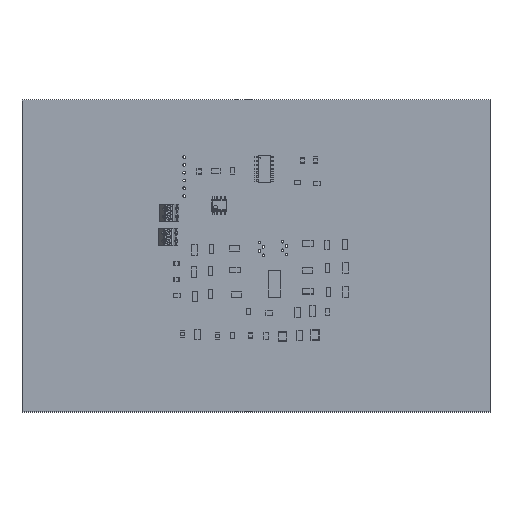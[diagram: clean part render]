
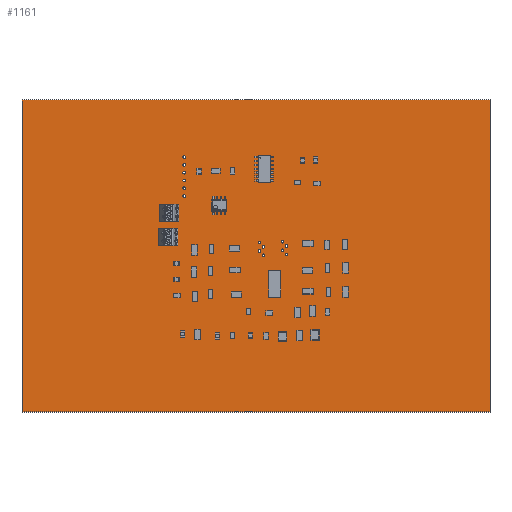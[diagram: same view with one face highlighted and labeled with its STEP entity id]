
A CAD part, top view. The second image highlights one B-rep face of the part: STEP entity #1161.
In plain terms, the highlighted planar face has unit normal (0, 0, 1).
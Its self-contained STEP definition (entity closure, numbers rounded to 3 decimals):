
#240 = VERTEX_POINT('',#241);
#241 = CARTESIAN_POINT('',(177.8,25.4,0.411));
#247 = EDGE_CURVE('',#240,#248,#250,.T.);
#248 = VERTEX_POINT('',#249);
#249 = CARTESIAN_POINT('',(25.4,25.4,0.411));
#250 = LINE('',#251,#252);
#251 = CARTESIAN_POINT('',(177.8,25.4,0.411));
#252 = VECTOR('',#253,1.);
#253 = DIRECTION('',(-1.,0.,0.));
#278 = EDGE_CURVE('',#248,#279,#281,.T.);
#279 = VERTEX_POINT('',#280);
#280 = CARTESIAN_POINT('',(25.4,127.,0.411));
#281 = LINE('',#282,#283);
#282 = CARTESIAN_POINT('',(25.4,25.4,0.411));
#283 = VECTOR('',#284,1.);
#284 = DIRECTION('',(0.,1.,0.));
#309 = EDGE_CURVE('',#279,#310,#312,.T.);
#310 = VERTEX_POINT('',#311);
#311 = CARTESIAN_POINT('',(177.8,127.,0.411));
#312 = LINE('',#313,#314);
#313 = CARTESIAN_POINT('',(25.4,127.,0.411));
#314 = VECTOR('',#315,1.);
#315 = DIRECTION('',(1.,0.,0.));
#340 = EDGE_CURVE('',#310,#240,#341,.T.);
#341 = LINE('',#342,#343);
#342 = CARTESIAN_POINT('',(177.8,127.,0.411));
#343 = VECTOR('',#344,1.);
#344 = DIRECTION('',(0.,-1.,0.));
#364 = VERTEX_POINT('',#365);
#365 = CARTESIAN_POINT('',(73.575,81.106,0.411));
#371 = EDGE_CURVE('',#364,#364,#372,.T.);
#372 = CIRCLE('',#373,0.55);
#373 = AXIS2_PLACEMENT_3D('',#374,#375,#376);
#374 = CARTESIAN_POINT('',(73.025,81.106,0.411));
#375 = DIRECTION('',(0.,0.,1.));
#376 = DIRECTION('',(1.,0.,0.));
#397 = VERTEX_POINT('',#398);
#398 = CARTESIAN_POINT('',(73.575,83.646,0.411));
#404 = EDGE_CURVE('',#397,#397,#405,.T.);
#405 = CIRCLE('',#406,0.55);
#406 = AXIS2_PLACEMENT_3D('',#407,#408,#409);
#407 = CARTESIAN_POINT('',(73.025,83.646,0.411));
#408 = DIRECTION('',(0.,0.,1.));
#409 = DIRECTION('',(1.,0.,0.));
#430 = VERTEX_POINT('',#431);
#431 = CARTESIAN_POINT('',(76.115,81.106,0.411));
#437 = EDGE_CURVE('',#430,#430,#438,.T.);
#438 = CIRCLE('',#439,0.55);
#439 = AXIS2_PLACEMENT_3D('',#440,#441,#442);
#440 = CARTESIAN_POINT('',(75.565,81.106,0.411));
#441 = DIRECTION('',(0.,0.,1.));
#442 = DIRECTION('',(1.,0.,0.));
#463 = VERTEX_POINT('',#464);
#464 = CARTESIAN_POINT('',(73.829,88.98,0.411));
#470 = EDGE_CURVE('',#463,#463,#471,.T.);
#471 = CIRCLE('',#472,0.55);
#472 = AXIS2_PLACEMENT_3D('',#473,#474,#475);
#473 = CARTESIAN_POINT('',(73.279,88.98,0.411));
#474 = DIRECTION('',(0.,0.,1.));
#475 = DIRECTION('',(1.,0.,0.));
#496 = VERTEX_POINT('',#497);
#497 = CARTESIAN_POINT('',(76.115,83.646,0.411));
#503 = EDGE_CURVE('',#496,#496,#504,.T.);
#504 = CIRCLE('',#505,0.55);
#505 = AXIS2_PLACEMENT_3D('',#506,#507,#508);
#506 = CARTESIAN_POINT('',(75.565,83.646,0.411));
#507 = DIRECTION('',(0.,0.,1.));
#508 = DIRECTION('',(1.,0.,0.));
#529 = VERTEX_POINT('',#530);
#530 = CARTESIAN_POINT('',(76.369,88.98,0.411));
#536 = EDGE_CURVE('',#529,#529,#537,.T.);
#537 = CIRCLE('',#538,0.55);
#538 = AXIS2_PLACEMENT_3D('',#539,#540,#541);
#539 = CARTESIAN_POINT('',(75.819,88.98,0.411));
#540 = DIRECTION('',(0.,0.,1.));
#541 = DIRECTION('',(1.,0.,0.));
#562 = VERTEX_POINT('',#563);
#563 = CARTESIAN_POINT('',(73.829,91.52,0.411));
#569 = EDGE_CURVE('',#562,#562,#570,.T.);
#570 = CIRCLE('',#571,0.55);
#571 = AXIS2_PLACEMENT_3D('',#572,#573,#574);
#572 = CARTESIAN_POINT('',(73.279,91.52,0.411));
#573 = DIRECTION('',(0.,0.,1.));
#574 = DIRECTION('',(1.,0.,0.));
#595 = VERTEX_POINT('',#596);
#596 = CARTESIAN_POINT('',(76.369,91.52,0.411));
#602 = EDGE_CURVE('',#595,#595,#603,.T.);
#603 = CIRCLE('',#604,0.55);
#604 = AXIS2_PLACEMENT_3D('',#605,#606,#607);
#605 = CARTESIAN_POINT('',(75.819,91.52,0.411));
#606 = DIRECTION('',(0.,0.,1.));
#607 = DIRECTION('',(1.,0.,0.));
#628 = VERTEX_POINT('',#629);
#629 = CARTESIAN_POINT('',(78.682,95.711,0.411));
#635 = EDGE_CURVE('',#628,#628,#636,.T.);
#636 = CIRCLE('',#637,0.45);
#637 = AXIS2_PLACEMENT_3D('',#638,#639,#640);
#638 = CARTESIAN_POINT('',(78.232,95.711,0.411));
#639 = DIRECTION('',(0.,0.,1.));
#640 = DIRECTION('',(1.,0.,0.));
#661 = VERTEX_POINT('',#662);
#662 = CARTESIAN_POINT('',(78.682,100.791,0.411));
#668 = EDGE_CURVE('',#661,#661,#669,.T.);
#669 = CIRCLE('',#670,0.45);
#670 = AXIS2_PLACEMENT_3D('',#671,#672,#673);
#671 = CARTESIAN_POINT('',(78.232,100.791,0.411));
#672 = DIRECTION('',(0.,0.,1.));
#673 = DIRECTION('',(1.,0.,0.));
#694 = VERTEX_POINT('',#695);
#695 = CARTESIAN_POINT('',(78.682,98.251,0.411));
#701 = EDGE_CURVE('',#694,#694,#702,.T.);
#702 = CIRCLE('',#703,0.45);
#703 = AXIS2_PLACEMENT_3D('',#704,#705,#706);
#704 = CARTESIAN_POINT('',(78.232,98.251,0.411));
#705 = DIRECTION('',(0.,0.,1.));
#706 = DIRECTION('',(1.,0.,0.));
#727 = VERTEX_POINT('',#728);
#728 = CARTESIAN_POINT('',(104.458,76.407,0.411));
#734 = EDGE_CURVE('',#727,#727,#735,.T.);
#735 = CIRCLE('',#736,0.445);
#736 = AXIS2_PLACEMENT_3D('',#737,#738,#739);
#737 = CARTESIAN_POINT('',(104.013,76.407,0.411));
#738 = DIRECTION('',(0.,0.,1.));
#739 = DIRECTION('',(1.,0.,0.));
#760 = VERTEX_POINT('',#761);
#761 = CARTESIAN_POINT('',(103.188,77.804,0.411));
#767 = EDGE_CURVE('',#760,#760,#768,.T.);
#768 = CIRCLE('',#769,0.445);
#769 = AXIS2_PLACEMENT_3D('',#770,#771,#772);
#770 = CARTESIAN_POINT('',(102.743,77.804,0.411));
#771 = DIRECTION('',(0.,0.,1.));
#772 = DIRECTION('',(1.,0.,0.));
#793 = VERTEX_POINT('',#794);
#794 = CARTESIAN_POINT('',(111.951,76.661,0.411));
#800 = EDGE_CURVE('',#793,#793,#801,.T.);
#801 = CIRCLE('',#802,0.445);
#802 = AXIS2_PLACEMENT_3D('',#803,#804,#805);
#803 = CARTESIAN_POINT('',(111.506,76.661,0.411));
#804 = DIRECTION('',(0.,0.,1.));
#805 = DIRECTION('',(1.,0.,0.));
#826 = VERTEX_POINT('',#827);
#827 = CARTESIAN_POINT('',(104.458,79.201,0.411));
#833 = EDGE_CURVE('',#826,#826,#834,.T.);
#834 = CIRCLE('',#835,0.445);
#835 = AXIS2_PLACEMENT_3D('',#836,#837,#838);
#836 = CARTESIAN_POINT('',(104.013,79.201,0.411));
#837 = DIRECTION('',(0.,0.,1.));
#838 = DIRECTION('',(1.,0.,0.));
#859 = VERTEX_POINT('',#860);
#860 = CARTESIAN_POINT('',(110.681,78.058,0.411));
#866 = EDGE_CURVE('',#859,#859,#867,.T.);
#867 = CIRCLE('',#868,0.445);
#868 = AXIS2_PLACEMENT_3D('',#869,#870,#871);
#869 = CARTESIAN_POINT('',(110.236,78.058,0.411));
#870 = DIRECTION('',(0.,0.,1.));
#871 = DIRECTION('',(1.,0.,0.));
#892 = VERTEX_POINT('',#893);
#893 = CARTESIAN_POINT('',(78.682,103.331,0.411));
#899 = EDGE_CURVE('',#892,#892,#900,.T.);
#900 = CIRCLE('',#901,0.45);
#901 = AXIS2_PLACEMENT_3D('',#902,#903,#904);
#902 = CARTESIAN_POINT('',(78.232,103.331,0.411));
#903 = DIRECTION('',(0.,0.,1.));
#904 = DIRECTION('',(1.,0.,0.));
#925 = VERTEX_POINT('',#926);
#926 = CARTESIAN_POINT('',(78.682,108.411,0.411));
#932 = EDGE_CURVE('',#925,#925,#933,.T.);
#933 = CIRCLE('',#934,0.45);
#934 = AXIS2_PLACEMENT_3D('',#935,#936,#937);
#935 = CARTESIAN_POINT('',(78.232,108.411,0.411));
#936 = DIRECTION('',(0.,0.,1.));
#937 = DIRECTION('',(1.,0.,0.));
#958 = VERTEX_POINT('',#959);
#959 = CARTESIAN_POINT('',(78.682,105.871,0.411));
#965 = EDGE_CURVE('',#958,#958,#966,.T.);
#966 = CIRCLE('',#967,0.45);
#967 = AXIS2_PLACEMENT_3D('',#968,#969,#970);
#968 = CARTESIAN_POINT('',(78.232,105.871,0.411));
#969 = DIRECTION('',(0.,0.,1.));
#970 = DIRECTION('',(1.,0.,0.));
#991 = VERTEX_POINT('',#992);
#992 = CARTESIAN_POINT('',(111.951,79.455,0.411));
#998 = EDGE_CURVE('',#991,#991,#999,.T.);
#999 = CIRCLE('',#1000,0.445);
#1000 = AXIS2_PLACEMENT_3D('',#1001,#1002,#1003);
#1001 = CARTESIAN_POINT('',(111.506,79.455,0.411));
#1002 = DIRECTION('',(0.,0.,1.));
#1003 = DIRECTION('',(1.,0.,0.));
#1024 = VERTEX_POINT('',#1025);
#1025 = CARTESIAN_POINT('',(103.188,80.598,0.411));
#1031 = EDGE_CURVE('',#1024,#1024,#1032,.T.);
#1032 = CIRCLE('',#1033,0.445);
#1033 = AXIS2_PLACEMENT_3D('',#1034,#1035,#1036);
#1034 = CARTESIAN_POINT('',(102.743,80.598,0.411));
#1035 = DIRECTION('',(0.,0.,1.));
#1036 = DIRECTION('',(1.,0.,0.));
#1057 = VERTEX_POINT('',#1058);
#1058 = CARTESIAN_POINT('',(110.681,80.852,0.411));
#1064 = EDGE_CURVE('',#1057,#1057,#1065,.T.);
#1065 = CIRCLE('',#1066,0.445);
#1066 = AXIS2_PLACEMENT_3D('',#1067,#1068,#1069);
#1067 = CARTESIAN_POINT('',(110.236,80.852,0.411));
#1068 = DIRECTION('',(0.,0.,1.));
#1069 = DIRECTION('',(1.,0.,0.));
#1161 = ADVANCED_FACE('',(#1162,#1168,#1171,#1174,#1177,#1180,#1183,
    #1186,#1189,#1192,#1195,#1198,#1201,#1204,#1207,#1210,#1213,#1216,
    #1219,#1222,#1225,#1228,#1231),#1234,.T.);
#1162 = FACE_BOUND('',#1163,.F.);
#1163 = EDGE_LOOP('',(#1164,#1165,#1166,#1167));
#1164 = ORIENTED_EDGE('',*,*,#247,.T.);
#1165 = ORIENTED_EDGE('',*,*,#278,.T.);
#1166 = ORIENTED_EDGE('',*,*,#309,.T.);
#1167 = ORIENTED_EDGE('',*,*,#340,.T.);
#1168 = FACE_BOUND('',#1169,.T.);
#1169 = EDGE_LOOP('',(#1170));
#1170 = ORIENTED_EDGE('',*,*,#371,.F.);
#1171 = FACE_BOUND('',#1172,.T.);
#1172 = EDGE_LOOP('',(#1173));
#1173 = ORIENTED_EDGE('',*,*,#404,.F.);
#1174 = FACE_BOUND('',#1175,.T.);
#1175 = EDGE_LOOP('',(#1176));
#1176 = ORIENTED_EDGE('',*,*,#437,.F.);
#1177 = FACE_BOUND('',#1178,.T.);
#1178 = EDGE_LOOP('',(#1179));
#1179 = ORIENTED_EDGE('',*,*,#470,.F.);
#1180 = FACE_BOUND('',#1181,.T.);
#1181 = EDGE_LOOP('',(#1182));
#1182 = ORIENTED_EDGE('',*,*,#503,.F.);
#1183 = FACE_BOUND('',#1184,.T.);
#1184 = EDGE_LOOP('',(#1185));
#1185 = ORIENTED_EDGE('',*,*,#536,.F.);
#1186 = FACE_BOUND('',#1187,.T.);
#1187 = EDGE_LOOP('',(#1188));
#1188 = ORIENTED_EDGE('',*,*,#569,.F.);
#1189 = FACE_BOUND('',#1190,.T.);
#1190 = EDGE_LOOP('',(#1191));
#1191 = ORIENTED_EDGE('',*,*,#602,.F.);
#1192 = FACE_BOUND('',#1193,.T.);
#1193 = EDGE_LOOP('',(#1194));
#1194 = ORIENTED_EDGE('',*,*,#635,.F.);
#1195 = FACE_BOUND('',#1196,.T.);
#1196 = EDGE_LOOP('',(#1197));
#1197 = ORIENTED_EDGE('',*,*,#668,.F.);
#1198 = FACE_BOUND('',#1199,.T.);
#1199 = EDGE_LOOP('',(#1200));
#1200 = ORIENTED_EDGE('',*,*,#701,.F.);
#1201 = FACE_BOUND('',#1202,.T.);
#1202 = EDGE_LOOP('',(#1203));
#1203 = ORIENTED_EDGE('',*,*,#734,.F.);
#1204 = FACE_BOUND('',#1205,.T.);
#1205 = EDGE_LOOP('',(#1206));
#1206 = ORIENTED_EDGE('',*,*,#767,.F.);
#1207 = FACE_BOUND('',#1208,.T.);
#1208 = EDGE_LOOP('',(#1209));
#1209 = ORIENTED_EDGE('',*,*,#800,.F.);
#1210 = FACE_BOUND('',#1211,.T.);
#1211 = EDGE_LOOP('',(#1212));
#1212 = ORIENTED_EDGE('',*,*,#833,.F.);
#1213 = FACE_BOUND('',#1214,.T.);
#1214 = EDGE_LOOP('',(#1215));
#1215 = ORIENTED_EDGE('',*,*,#866,.F.);
#1216 = FACE_BOUND('',#1217,.T.);
#1217 = EDGE_LOOP('',(#1218));
#1218 = ORIENTED_EDGE('',*,*,#899,.F.);
#1219 = FACE_BOUND('',#1220,.T.);
#1220 = EDGE_LOOP('',(#1221));
#1221 = ORIENTED_EDGE('',*,*,#932,.F.);
#1222 = FACE_BOUND('',#1223,.T.);
#1223 = EDGE_LOOP('',(#1224));
#1224 = ORIENTED_EDGE('',*,*,#965,.F.);
#1225 = FACE_BOUND('',#1226,.T.);
#1226 = EDGE_LOOP('',(#1227));
#1227 = ORIENTED_EDGE('',*,*,#998,.F.);
#1228 = FACE_BOUND('',#1229,.T.);
#1229 = EDGE_LOOP('',(#1230));
#1230 = ORIENTED_EDGE('',*,*,#1031,.F.);
#1231 = FACE_BOUND('',#1232,.T.);
#1232 = EDGE_LOOP('',(#1233));
#1233 = ORIENTED_EDGE('',*,*,#1064,.F.);
#1234 = PLANE('',#1235);
#1235 = AXIS2_PLACEMENT_3D('',#1236,#1237,#1238);
#1236 = CARTESIAN_POINT('',(177.8,25.4,0.411));
#1237 = DIRECTION('',(0.,0.,1.));
#1238 = DIRECTION('',(1.,0.,0.));
